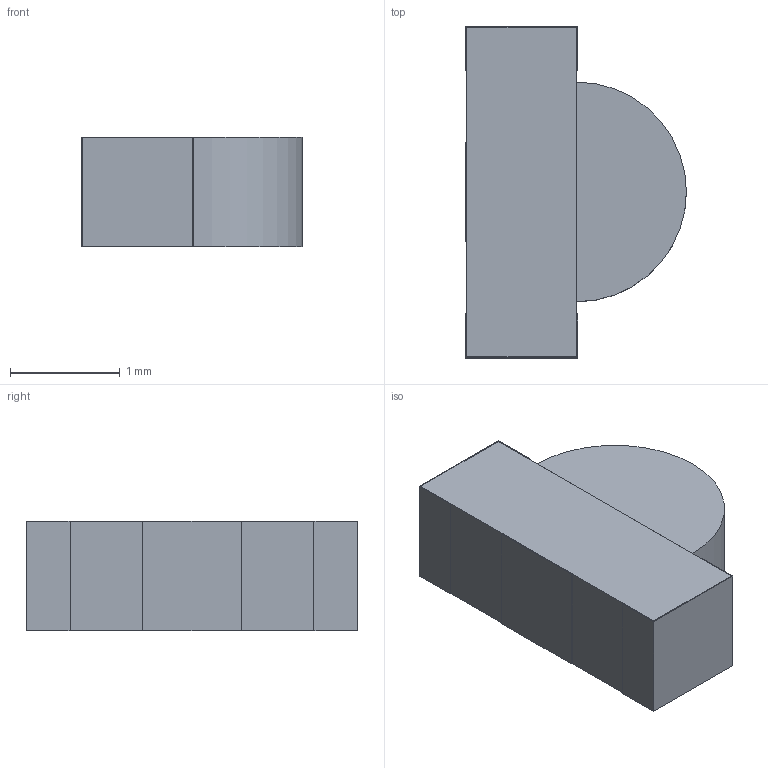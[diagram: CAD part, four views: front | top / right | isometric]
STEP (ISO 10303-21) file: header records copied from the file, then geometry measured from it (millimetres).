
FILE_DESCRIPTION(/* description */ (''),/* implementation_level */ '2;1');
FILE_NAME(/* name */ '1208-LED-RA v2.step',/* time_stamp */ '2022-07-01T14:47:20-07:00',/* author */ (''),/* organization */ (''),/* preprocessor_version */ 'ST-DEVELOPER v19',/* originating_system */ 'Autodesk Translation Framework v11.7.0.108',/* authorisation */ '');
FILE_SCHEMA (('AUTOMOTIVE_DESIGN { 1 0 10303 214 3 1 1 }'));
Length unit declared in the file: millimetre
Products named in the file (1): 1208-LED-RA
Bounding box: 2.01 x 3.02 x 1 mm (x, y, z)
Volume: 4.6 mm3; surface area: 31.4 mm2
Topology: 5 solids, 5 shells, 36 faces, 78 edges, 52 vertices
Faces by surface type: plane 35, cylinder 1
Entity records: 1014 total; most frequent: CARTESIAN_POINT 167, ORIENTED_EDGE 156, DIRECTION 154, EDGE_CURVE 78, LINE 76, VECTOR 76, VERTEX_POINT 52, AXIS2_PLACEMENT_3D 39
